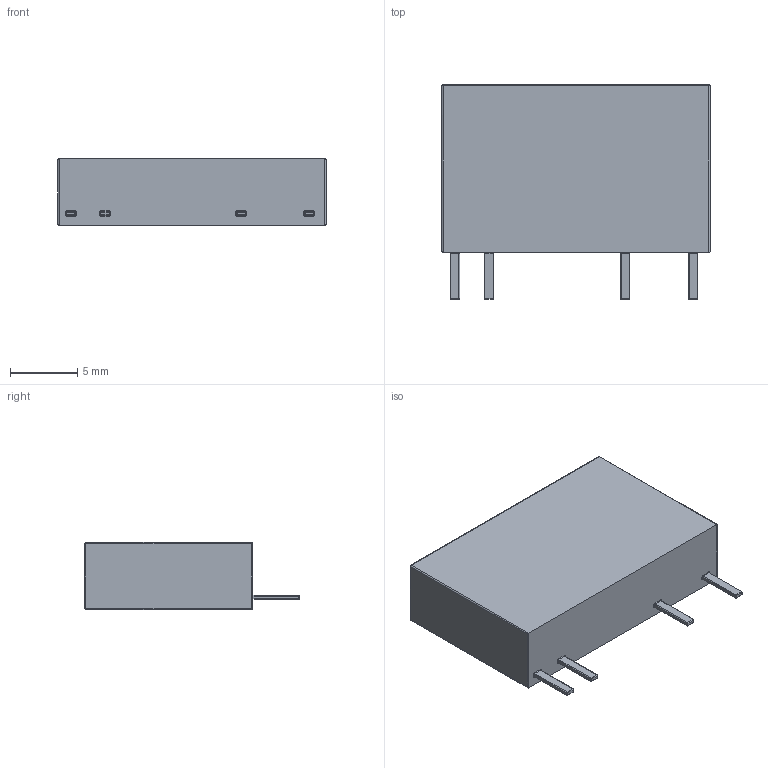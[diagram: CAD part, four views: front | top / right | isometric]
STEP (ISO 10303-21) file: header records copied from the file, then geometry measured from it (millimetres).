
FILE_DESCRIPTION (( 'STEP AP214' ), '1' );
FILE_NAME ('HF49FD.STEP', '2021-11-05T18:17:59', ( '' ), ( '' ), 'SwSTEP 2.0', 'SolidWorks 2018', '' );
FILE_SCHEMA (( 'AUTOMOTIVE_DESIGN' ));
Length unit declared in the file: millimetre
Products named in the file (1): HF49FD
Bounding box: 20 x 16 x 5 mm (x, y, z)
Volume: 1250.9 mm3; surface area: 847.4 mm2
Topology: 1 solids, 1 shells, 135 faces, 301 edges, 150 vertices
Faces by surface type: cylinder 66, plane 29, sphere 22, torus 18
Entity records: 4632 total; most frequent: DIRECTION 683, CARTESIAN_POINT 583, ORIENTED_EDGE 558, EDGE_CURVE 279, AXIS2_PLACEMENT_3D 274, VERTEX_POINT 150, EDGE_LOOP 139, CIRCLE 138
